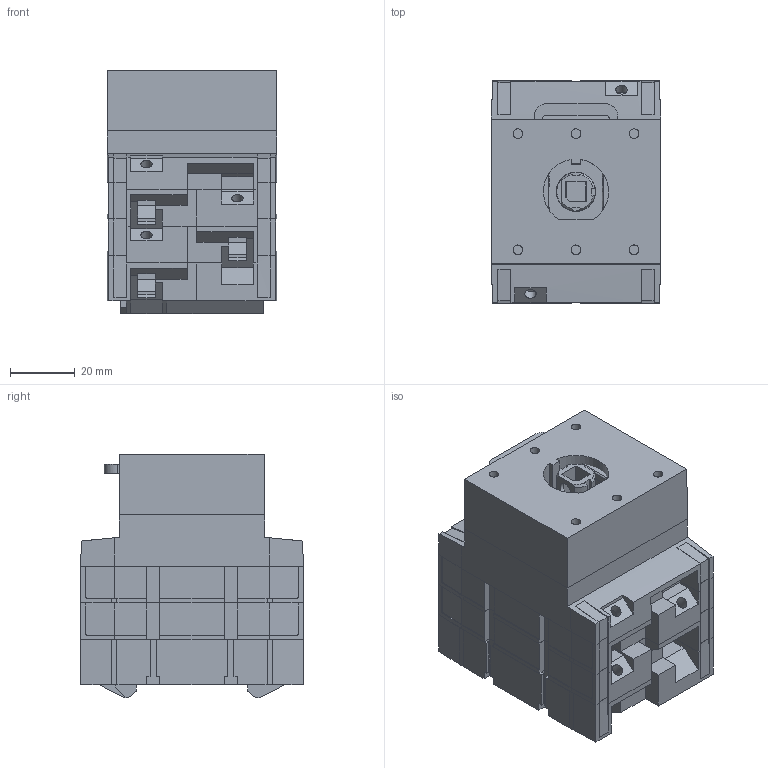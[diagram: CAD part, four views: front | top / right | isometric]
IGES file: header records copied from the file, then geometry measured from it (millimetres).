
Global section: file name: OTDC16-32FT3_palikkamalli.igs; preprocessor: I-DEAS 3D IGES Translator 15; date: 20120523.150748; units: millimetre
Bounding box: 52.5 x 69 x 75.5 mm (x, y, z)
Volume: 201858.4 mm3; surface area: 61483.6 mm2
Topology: 7 solids, 7 shells, 666 faces, 1947 edges, 1294 vertices
Faces by surface type: bspline 666
